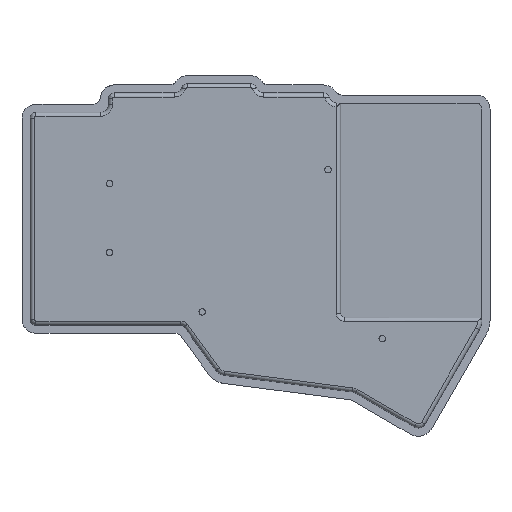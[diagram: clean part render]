
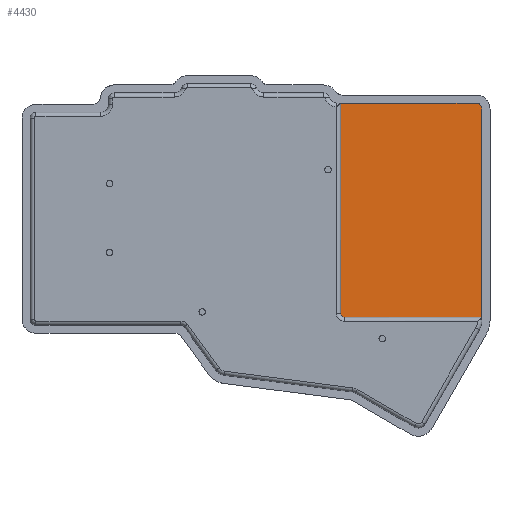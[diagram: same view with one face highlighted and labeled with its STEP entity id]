
A CAD part, top view. The second image highlights one B-rep face of the part: STEP entity #4430.
In plain terms, the highlighted planar face has unit normal (0, 0, 1).
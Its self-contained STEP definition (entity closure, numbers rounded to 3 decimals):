
#121=CIRCLE('',#4635,1.45);
#146=CIRCLE('',#4699,1.);
#293=PLANE('',#4700);
#541=FACE_OUTER_BOUND('',#810,.T.);
#810=EDGE_LOOP('',(#4055,#4056,#4057,#4058,#4059,#4060));
#994=LINE('',#7956,#1321);
#999=LINE('',#7965,#1326);
#1038=LINE('',#8074,#1365);
#1086=LINE('',#8841,#1413);
#1321=VECTOR('',#5129,10.);
#1326=VECTOR('',#5136,10.);
#1365=VECTOR('',#5259,10.);
#1413=VECTOR('',#5347,10.);
#1968=VERTEX_POINT('',#7953);
#1969=VERTEX_POINT('',#7955);
#1972=VERTEX_POINT('',#7963);
#1999=VERTEX_POINT('',#8071);
#2000=VERTEX_POINT('',#8073);
#2058=VERTEX_POINT('',#8839);
#2529=EDGE_CURVE('',#1968,#1969,#994,.T.);
#2534=EDGE_CURVE('',#1968,#1972,#999,.T.);
#2588=EDGE_CURVE('',#2000,#1999,#1038,.T.);
#2676=EDGE_CURVE('',#1972,#2000,#121,.T.);
#2678=EDGE_CURVE('',#2058,#1999,#1086,.T.);
#2759=EDGE_CURVE('',#1969,#2058,#146,.T.);
#4055=ORIENTED_EDGE('',*,*,#2588,.T.);
#4056=ORIENTED_EDGE('',*,*,#2678,.F.);
#4057=ORIENTED_EDGE('',*,*,#2759,.F.);
#4058=ORIENTED_EDGE('',*,*,#2529,.F.);
#4059=ORIENTED_EDGE('',*,*,#2534,.T.);
#4060=ORIENTED_EDGE('',*,*,#2676,.T.);
#4430=ADVANCED_FACE('',(#541),#293,.T.);
#4635=AXIS2_PLACEMENT_3D('',#8837,#5342,#5343);
#4699=AXIS2_PLACEMENT_3D('',#9008,#5528,#5529);
#4700=AXIS2_PLACEMENT_3D('',#9009,#5530,#5531);
#5129=DIRECTION('',(-1.,0.,0.));
#5136=DIRECTION('',(0.,1.,0.));
#5259=DIRECTION('',(-1.,0.,0.));
#5342=DIRECTION('center_axis',(0.,0.,1.));
#5343=DIRECTION('ref_axis',(1.,0.,0.));
#5347=DIRECTION('',(0.,1.,0.));
#5528=DIRECTION('center_axis',(0.,0.,-1.));
#5529=DIRECTION('ref_axis',(-1.,0.,0.));
#5530=DIRECTION('center_axis',(0.,0.,1.));
#5531=DIRECTION('ref_axis',(-1.,0.,0.));
#7953=CARTESIAN_POINT('',(111.75,1.98,-8.));
#7955=CARTESIAN_POINT('',(77.8,1.98,-8.));
#7956=CARTESIAN_POINT('',(107.,1.98,-8.));
#7963=CARTESIAN_POINT('',(111.75,53.48,-8.));
#7965=CARTESIAN_POINT('',(111.75,14.9,-8.));
#8071=CARTESIAN_POINT('',(76.8,54.93,-8.));
#8073=CARTESIAN_POINT('',(110.3,54.93,-8.));
#8074=CARTESIAN_POINT('',(102.3,54.93,-8.));
#8837=CARTESIAN_POINT('Origin',(110.3,53.48,-8.));
#8839=CARTESIAN_POINT('',(76.8,2.98,-8.));
#8841=CARTESIAN_POINT('',(76.8,41.23,-8.));
#9008=CARTESIAN_POINT('Origin',(77.8,2.98,-8.));
#9009=CARTESIAN_POINT('Origin',(94.3,28.48,-8.));
